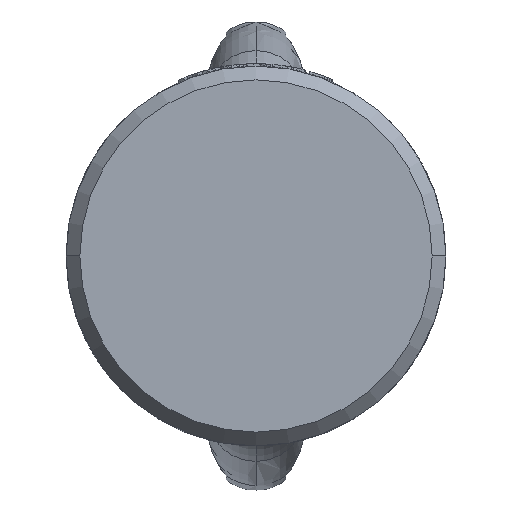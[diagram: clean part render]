
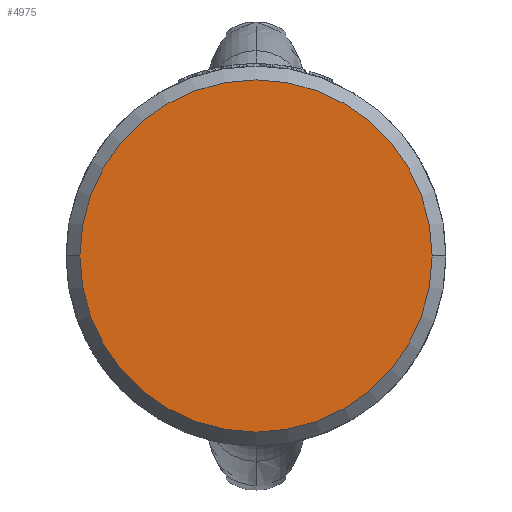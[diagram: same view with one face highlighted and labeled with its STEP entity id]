
A CAD part, front view. The second image highlights one B-rep face of the part: STEP entity #4975.
In plain terms, the highlighted planar face has unit normal (0, -1, 0).
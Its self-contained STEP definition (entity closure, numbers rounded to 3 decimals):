
#6=CARTESIAN_POINT('',(0.,0.,0.));
#7=DIRECTION('',(0.,-1.,0.));
#8=DIRECTION('',(1.,0.,0.));
#9=AXIS2_PLACEMENT_3D('',#6,#7,#8);
#3689=CARTESIAN_POINT('',(0.,0.,0.));
#3690=DIRECTION('',(0.,1.,0.));
#3691=DIRECTION('',(1.,0.,0.));
#3692=AXIS2_PLACEMENT_3D('',#3689,#3690,#3691);
#4702=CARTESIAN_POINT('',(38.25,0.,0.));
#4703=CARTESIAN_POINT('',(-38.25,0.,0.));
#4704=VERTEX_POINT('',#4702);
#4705=VERTEX_POINT('',#4703);
#4964=CARTESIAN_POINT('',(0.,0.,0.));
#4965=DIRECTION('',(0.,-1.,0.));
#4966=DIRECTION('',(-1.,0.,0.));
#4967=AXIS2_PLACEMENT_3D('',#4964,#4965,#4966);
#4968=PLANE('',#4967);
#4970=ORIENTED_EDGE('',*,*,#4969,.F.);
#4972=ORIENTED_EDGE('',*,*,#4971,.T.);
#4973=EDGE_LOOP('',(#4970,#4972));
#4974=FACE_OUTER_BOUND('',#4973,.F.);
#4975=ADVANCED_FACE('',(#4974),#4968,.T.);
#10=CIRCLE('',#9,38.25);
#3693=CIRCLE('',#3692,38.25);
#4969=EDGE_CURVE('',#4704,#4705,#10,.T.);
#4971=EDGE_CURVE('',#4704,#4705,#3693,.T.);
